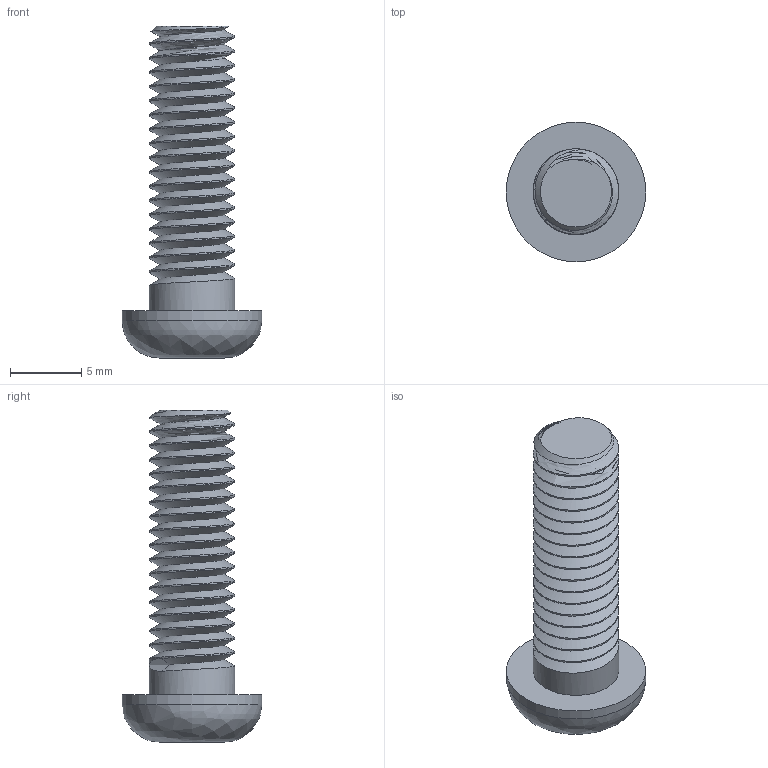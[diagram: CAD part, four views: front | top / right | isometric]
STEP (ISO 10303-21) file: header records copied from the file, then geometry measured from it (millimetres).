
FILE_DESCRIPTION(/* description */ ('Vite di giunzione cava 6'),/* implementation_level */ '2;1');
FILE_NAME(/* name */ 'PCS20-01.stp',/* time_stamp */ '2022-07-01T11:29:48+02:00',/* author */ ('USER'),/* organization */ ('Microsoft'),/* preprocessor_version */ 'ST-DEVELOPER v18.1',/* originating_system */ 'Autodesk Inventor 2021',/* authorisation */ '');
FILE_SCHEMA (('AUTOMOTIVE_DESIGN { 1 0 10303 214 3 1 1 }'));
Length unit declared in the file: millimetre
Products named in the file (1): PCS20-01
Bounding box: 9.8 x 9.8 x 23.3 mm (x, y, z)
Volume: 627.3 mm3; surface area: 847.6 mm2
Topology: 1 solids, 1 shells, 53 faces, 140 edges, 89 vertices
Faces by surface type: plane 29, cylinder 19, bspline 3, cone 2
Full cylindrical faces by diameter (mm): 6 x17, 9.8 x1
Entity records: 4011 total; most frequent: CARTESIAN_POINT 2756, ORIENTED_EDGE 278, DIRECTION 218, EDGE_CURVE 139, VERTEX_POINT 89, AXIS2_PLACEMENT_3D 81, LINE 56, VECTOR 56
